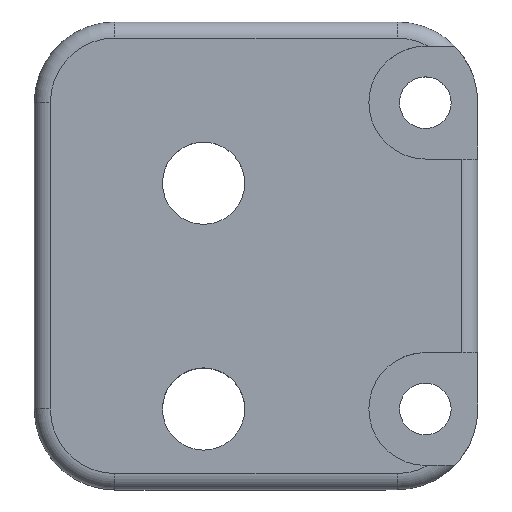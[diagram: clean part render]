
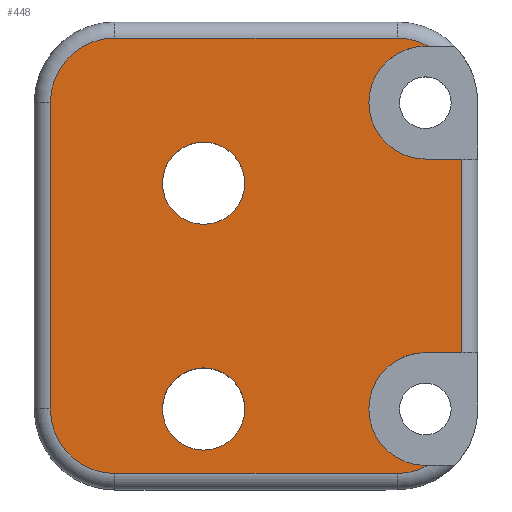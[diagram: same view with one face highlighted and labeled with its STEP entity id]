
A CAD part, top view. The second image highlights one B-rep face of the part: STEP entity #448.
In plain terms, the highlighted planar face has unit normal (0, 0, 1).
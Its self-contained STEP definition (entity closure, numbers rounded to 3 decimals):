
#112 = VERTEX_POINT('',#113);
#113 = CARTESIAN_POINT('',(102.5,-23.,4.));
#122 = VERTEX_POINT('',#123);
#123 = CARTESIAN_POINT('',(85.,-23.,4.));
#130 = EDGE_CURVE('',#112,#122,#131,.T.);
#131 = LINE('',#132,#133);
#132 = CARTESIAN_POINT('',(102.5,-23.,4.));
#133 = VECTOR('',#134,1.);
#134 = DIRECTION('',(-1.,0.,0.));
#286 = VERTEX_POINT('',#287);
#287 = CARTESIAN_POINT('',(104.436,-23.5,4.));
#310 = EDGE_CURVE('',#286,#112,#311,.T.);
#311 = CIRCLE('',#312,4.);
#312 = AXIS2_PLACEMENT_3D('',#313,#314,#315);
#313 = CARTESIAN_POINT('',(102.5,-27.,4.));
#314 = DIRECTION('',(0.,-0.,1.));
#315 = DIRECTION('',(0.714,0.7,0.));
#327 = EDGE_CURVE('',#328,#286,#330,.T.);
#328 = VERTEX_POINT('',#329);
#329 = CARTESIAN_POINT('',(104.25,-23.5,4.));
#330 = LINE('',#331,#332);
#331 = CARTESIAN_POINT('',(104.25,-23.5,4.));
#332 = VECTOR('',#333,1.);
#333 = DIRECTION('',(1.,0.,0.));
#448 = ADVANCED_FACE('',(#449,#545,#556),#567,.T.);
#449 = FACE_BOUND('',#450,.T.);
#450 = EDGE_LOOP('',(#451,#452,#453,#454,#463,#471,#480,#488,#497,#505,
    #514,#522,#530,#538));
#451 = ORIENTED_EDGE('',*,*,#327,.T.);
#452 = ORIENTED_EDGE('',*,*,#310,.T.);
#453 = ORIENTED_EDGE('',*,*,#130,.T.);
#454 = ORIENTED_EDGE('',*,*,#455,.T.);
#455 = EDGE_CURVE('',#122,#456,#458,.T.);
#456 = VERTEX_POINT('',#457);
#457 = CARTESIAN_POINT('',(81.,-27.,4.));
#458 = CIRCLE('',#459,4.);
#459 = AXIS2_PLACEMENT_3D('',#460,#461,#462);
#460 = CARTESIAN_POINT('',(85.,-27.,4.));
#461 = DIRECTION('',(0.,-0.,1.));
#462 = DIRECTION('',(0.,1.,0.));
#463 = ORIENTED_EDGE('',*,*,#464,.T.);
#464 = EDGE_CURVE('',#456,#465,#467,.T.);
#465 = VERTEX_POINT('',#466);
#466 = CARTESIAN_POINT('',(81.,-46.,4.));
#467 = LINE('',#468,#469);
#468 = CARTESIAN_POINT('',(81.,-27.,4.));
#469 = VECTOR('',#470,1.);
#470 = DIRECTION('',(0.,-1.,0.));
#471 = ORIENTED_EDGE('',*,*,#472,.T.);
#472 = EDGE_CURVE('',#465,#473,#475,.T.);
#473 = VERTEX_POINT('',#474);
#474 = CARTESIAN_POINT('',(85.,-50.,4.));
#475 = CIRCLE('',#476,4.);
#476 = AXIS2_PLACEMENT_3D('',#477,#478,#479);
#477 = CARTESIAN_POINT('',(85.,-46.,4.));
#478 = DIRECTION('',(0.,0.,1.));
#479 = DIRECTION('',(-1.,0.,0.));
#480 = ORIENTED_EDGE('',*,*,#481,.T.);
#481 = EDGE_CURVE('',#473,#482,#484,.T.);
#482 = VERTEX_POINT('',#483);
#483 = CARTESIAN_POINT('',(102.5,-50.,4.));
#484 = LINE('',#485,#486);
#485 = CARTESIAN_POINT('',(85.,-50.,4.));
#486 = VECTOR('',#487,1.);
#487 = DIRECTION('',(1.,0.,0.));
#488 = ORIENTED_EDGE('',*,*,#489,.T.);
#489 = EDGE_CURVE('',#482,#490,#492,.T.);
#490 = VERTEX_POINT('',#491);
#491 = CARTESIAN_POINT('',(104.436,-49.5,4.));
#492 = CIRCLE('',#493,4.);
#493 = AXIS2_PLACEMENT_3D('',#494,#495,#496);
#494 = CARTESIAN_POINT('',(102.5,-46.,4.));
#495 = DIRECTION('',(-0.,0.,1.));
#496 = DIRECTION('',(0.,-1.,0.));
#497 = ORIENTED_EDGE('',*,*,#498,.T.);
#498 = EDGE_CURVE('',#490,#499,#501,.T.);
#499 = VERTEX_POINT('',#500);
#500 = CARTESIAN_POINT('',(104.25,-49.5,4.));
#501 = LINE('',#502,#503);
#502 = CARTESIAN_POINT('',(107.5,-49.5,4.));
#503 = VECTOR('',#504,1.);
#504 = DIRECTION('',(-1.,0.,0.));
#505 = ORIENTED_EDGE('',*,*,#506,.F.);
#506 = EDGE_CURVE('',#507,#499,#509,.T.);
#507 = VERTEX_POINT('',#508);
#508 = CARTESIAN_POINT('',(104.25,-42.5,4.));
#509 = CIRCLE('',#510,3.5);
#510 = AXIS2_PLACEMENT_3D('',#511,#512,#513);
#511 = CARTESIAN_POINT('',(104.25,-46.,4.));
#512 = DIRECTION('',(0.,0.,1.));
#513 = DIRECTION('',(1.,0.,0.));
#514 = ORIENTED_EDGE('',*,*,#515,.T.);
#515 = EDGE_CURVE('',#507,#516,#518,.T.);
#516 = VERTEX_POINT('',#517);
#517 = CARTESIAN_POINT('',(106.5,-42.5,4.));
#518 = LINE('',#519,#520);
#519 = CARTESIAN_POINT('',(104.25,-42.5,4.));
#520 = VECTOR('',#521,1.);
#521 = DIRECTION('',(1.,0.,0.));
#522 = ORIENTED_EDGE('',*,*,#523,.T.);
#523 = EDGE_CURVE('',#516,#524,#526,.T.);
#524 = VERTEX_POINT('',#525);
#525 = CARTESIAN_POINT('',(106.5,-30.5,4.));
#526 = LINE('',#527,#528);
#527 = CARTESIAN_POINT('',(106.5,-42.5,4.));
#528 = VECTOR('',#529,1.);
#529 = DIRECTION('',(0.,1.,0.));
#530 = ORIENTED_EDGE('',*,*,#531,.T.);
#531 = EDGE_CURVE('',#524,#532,#534,.T.);
#532 = VERTEX_POINT('',#533);
#533 = CARTESIAN_POINT('',(104.25,-30.5,4.));
#534 = LINE('',#535,#536);
#535 = CARTESIAN_POINT('',(107.5,-30.5,4.));
#536 = VECTOR('',#537,1.);
#537 = DIRECTION('',(-1.,0.,0.));
#538 = ORIENTED_EDGE('',*,*,#539,.F.);
#539 = EDGE_CURVE('',#328,#532,#540,.T.);
#540 = CIRCLE('',#541,3.5);
#541 = AXIS2_PLACEMENT_3D('',#542,#543,#544);
#542 = CARTESIAN_POINT('',(104.25,-27.,4.));
#543 = DIRECTION('',(0.,0.,1.));
#544 = DIRECTION('',(1.,0.,0.));
#545 = FACE_BOUND('',#546,.T.);
#546 = EDGE_LOOP('',(#547));
#547 = ORIENTED_EDGE('',*,*,#548,.F.);
#548 = EDGE_CURVE('',#549,#549,#551,.T.);
#549 = VERTEX_POINT('',#550);
#550 = CARTESIAN_POINT('',(93.05,-46.,4.));
#551 = CIRCLE('',#552,2.55);
#552 = AXIS2_PLACEMENT_3D('',#553,#554,#555);
#553 = CARTESIAN_POINT('',(90.5,-46.,4.));
#554 = DIRECTION('',(0.,0.,1.));
#555 = DIRECTION('',(1.,0.,0.));
#556 = FACE_BOUND('',#557,.T.);
#557 = EDGE_LOOP('',(#558));
#558 = ORIENTED_EDGE('',*,*,#559,.F.);
#559 = EDGE_CURVE('',#560,#560,#562,.T.);
#560 = VERTEX_POINT('',#561);
#561 = CARTESIAN_POINT('',(93.05,-32.,4.));
#562 = CIRCLE('',#563,2.55);
#563 = AXIS2_PLACEMENT_3D('',#564,#565,#566);
#564 = CARTESIAN_POINT('',(90.5,-32.,4.));
#565 = DIRECTION('',(0.,0.,1.));
#566 = DIRECTION('',(1.,0.,0.));
#567 = PLANE('',#568);
#568 = AXIS2_PLACEMENT_3D('',#569,#570,#571);
#569 = CARTESIAN_POINT('',(94.317,-36.924,4.));
#570 = DIRECTION('',(0.,0.,1.));
#571 = DIRECTION('',(1.,0.,0.));
